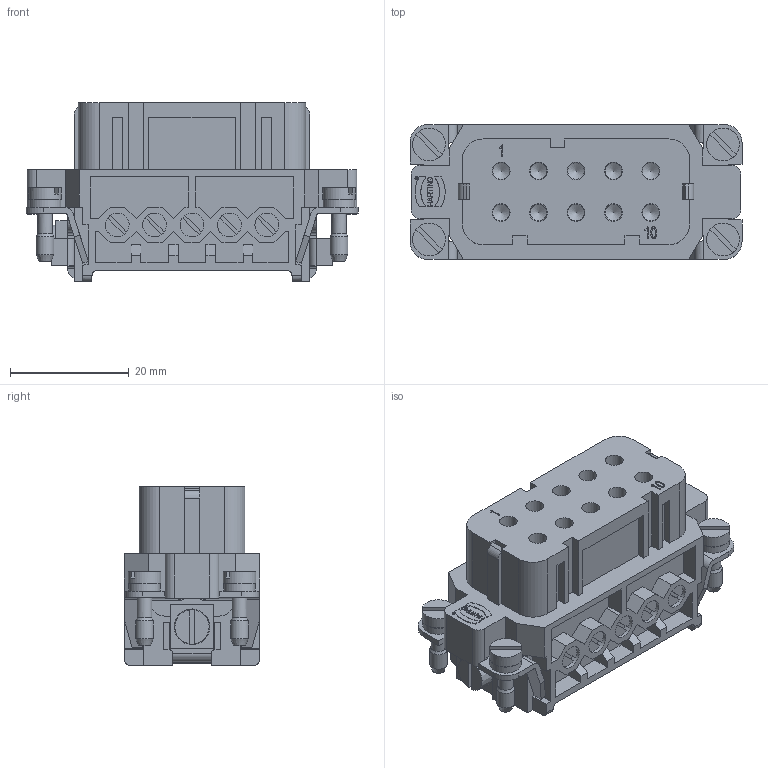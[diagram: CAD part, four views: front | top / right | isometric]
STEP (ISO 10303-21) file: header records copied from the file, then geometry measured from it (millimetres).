
FILE_DESCRIPTION(/* description */ (''),/* implementation_level */ '2;1');
FILE_NAME(/* name */ '100197568ugm000_c.stp',/* time_stamp */ '2019-09-02T08:14:40+02:00',/* author */ (''),/* organization */ (''),/* preprocessor_version */ 'ST-DEVELOPER v16.7',/* originating_system */ 'SIEMENS PLM Software NX 12.0',/* authorisation */ '');
FILE_SCHEMA (('AUTOMOTIVE_DESIGN { 1 0 10303 214 3 1 1 1 }'));
Length unit declared in the file: millimetre
Products named in the file (1): 100197568ugm000_c
Bounding box: 55.9 x 22.8 x 30.1 mm (x, y, z)
Volume: 19643.6 mm3; surface area: 12114.3 mm2
Topology: 1 solids, 4 shells, 1078 faces, 2938 edges, 1957 vertices
Faces by surface type: plane 732, cylinder 173, cone 81, extrusion 60, torus 20, bspline 12
Full cylindrical faces by diameter (mm): 0.48 x1, 0.531 x1, 1.95 x2, 2 x2, 2.5 x4, 2.85 x1, 3 x14, 3.05 x10, 3.2 x10, 5.3 x4, 5.5 x4
Entity records: 40436 total; most frequent: CARTESIAN_POINT 7713, ORIENTED_EDGE 5386, DIRECTION 4910, EDGE_CURVE 2693, VECTOR 1968, LINE 1908, VERTEX_POINT 1871, AXIS2_PLACEMENT_3D 1471
